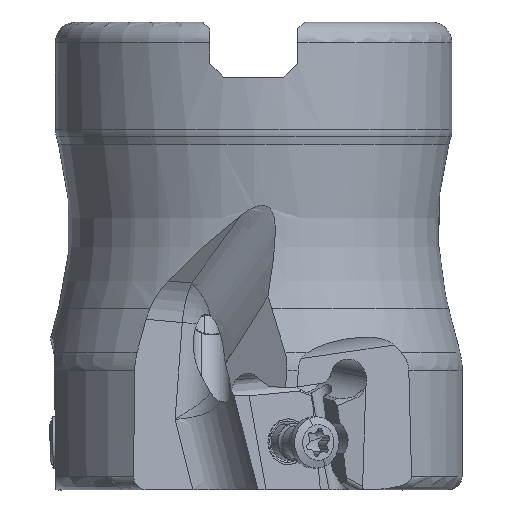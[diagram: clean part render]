
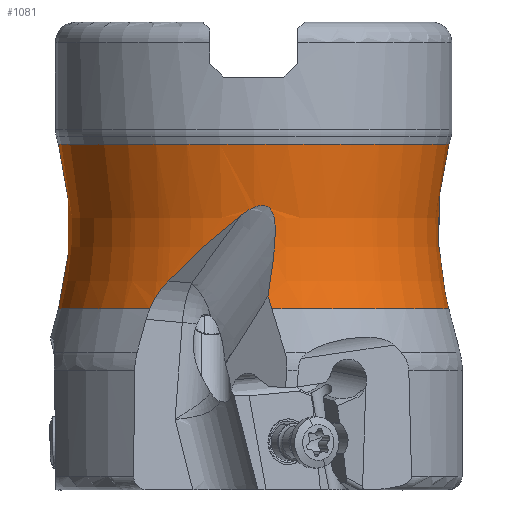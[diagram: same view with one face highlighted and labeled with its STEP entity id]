
A CAD part, front view. The second image highlights one B-rep face of the part: STEP entity #1081.
In plain terms, the highlighted toroidal (fillet/blend) face has major radius 36.158 mm and minor radius 22.87 mm.
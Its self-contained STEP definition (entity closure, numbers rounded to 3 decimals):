
#168=TOROIDAL_SURFACE('',#6686,36.158,22.87);
#1081=ADVANCED_FACE('',(#1587),#168,.F.);
#1587=FACE_OUTER_BOUND('',#1931,.T.);
#1931=EDGE_LOOP('',(#2777,#2778,#2779,#2780,#2781,#2782,#2783,#2784,#2785,
#2786));
#2338=B_SPLINE_CURVE_WITH_KNOTS('',3,(#10379,#10380,#10381,#10382,#10383,
#10384,#10385,#10386,#10387),.UNSPECIFIED.,.F.,.F.,(4,1,1,1,1,1,4),(0.,
0.167,0.333,0.5,0.667,0.833,1.),
 .UNSPECIFIED.);
#2342=B_SPLINE_CURVE_WITH_KNOTS('',3,(#10442,#10443,#10444,#10445),
 .UNSPECIFIED.,.F.,.F.,(4,4),(0.,1.),.UNSPECIFIED.);
#2343=B_SPLINE_CURVE_WITH_KNOTS('',3,(#10453,#10454,#10455,#10456),
 .UNSPECIFIED.,.F.,.F.,(4,4),(0.,1.),.UNSPECIFIED.);
#2344=B_SPLINE_CURVE_WITH_KNOTS('',3,(#10458,#10459,#10460,#10461,#10462,
#10463,#10464,#10465,#10466,#10467,#10468,#10469),.UNSPECIFIED.,.F.,.F.,
(4,2,2,2,2,4),(0.,0.125,0.25,0.375,0.5,1.),.UNSPECIFIED.);
#2345=B_SPLINE_CURVE_WITH_KNOTS('',3,(#10471,#10472,#10473,#10474),
 .UNSPECIFIED.,.F.,.F.,(4,4),(0.,1.),.UNSPECIFIED.);
#2777=ORIENTED_EDGE('',*,*,#5347,.F.);
#2778=ORIENTED_EDGE('',*,*,#5348,.F.);
#2779=ORIENTED_EDGE('',*,*,#5349,.T.);
#2780=ORIENTED_EDGE('',*,*,#5350,.F.);
#2781=ORIENTED_EDGE('',*,*,#5346,.F.);
#2782=ORIENTED_EDGE('',*,*,#5339,.T.);
#2783=ORIENTED_EDGE('',*,*,#5351,.F.);
#2784=ORIENTED_EDGE('',*,*,#5352,.T.);
#2785=ORIENTED_EDGE('',*,*,#5353,.T.);
#2786=ORIENTED_EDGE('',*,*,#5354,.F.);
#4669=VERTEX_POINT('',#10378);
#4670=VERTEX_POINT('',#10388);
#4672=VERTEX_POINT('',#10396);
#4675=VERTEX_POINT('',#10446);
#4676=VERTEX_POINT('',#10447);
#4677=VERTEX_POINT('',#10449);
#4678=VERTEX_POINT('',#10451);
#4679=VERTEX_POINT('',#10457);
#4680=VERTEX_POINT('',#10470);
#4681=VERTEX_POINT('',#10475);
#5339=EDGE_CURVE('',#4670,#4669,#2338,.T.);
#5346=EDGE_CURVE('',#4670,#4672,#6212,.T.);
#5347=EDGE_CURVE('',#4675,#4676,#2342,.T.);
#5348=EDGE_CURVE('',#4677,#4675,#6213,.T.);
#5349=EDGE_CURVE('',#4677,#4678,#6214,.T.);
#5350=EDGE_CURVE('',#4672,#4678,#6215,.T.);
#5351=EDGE_CURVE('',#4679,#4669,#2343,.T.);
#5352=EDGE_CURVE('',#4679,#4680,#2344,.T.);
#5353=EDGE_CURVE('',#4680,#4681,#2345,.T.);
#5354=EDGE_CURVE('',#4676,#4681,#6216,.T.);
#6212=CIRCLE('',#6680,14.067);
#6213=CIRCLE('',#6682,22.87);
#6214=CIRCLE('',#6683,14.067);
#6215=CIRCLE('',#6684,22.87);
#6216=CIRCLE('',#6685,14.067);
#6680=AXIS2_PLACEMENT_3D('',#10440,#7543,#7544);
#6682=AXIS2_PLACEMENT_3D('',#10448,#7547,#7548);
#6683=AXIS2_PLACEMENT_3D('',#10450,#7549,#7550);
#6684=AXIS2_PLACEMENT_3D('',#10452,#7551,#7552);
#6685=AXIS2_PLACEMENT_3D('',#10476,#7553,#7554);
#6686=AXIS2_PLACEMENT_3D('',#10477,#7555,#7556);
#7543=DIRECTION('',(0.,0.,-1.));
#7544=DIRECTION('',(-0.532,-0.846,0.));
#7547=DIRECTION('',(0.,-1.,0.));
#7548=DIRECTION('',(-0.966,0.,0.259));
#7549=DIRECTION('',(0.,0.,-1.));
#7550=DIRECTION('',(1.,0.,0.));
#7551=DIRECTION('',(0.,-1.,0.));
#7552=DIRECTION('',(0.966,0.,-0.259));
#7553=DIRECTION('',(0.,0.,-1.));
#7554=DIRECTION('',(0.999,-0.038,0.));
#7555=DIRECTION('',(0.,0.,-1.));
#7556=DIRECTION('',(-1.,0.,0.));
#10378=CARTESIAN_POINT('',(-6.173,-12.147,-18.658));
#10379=CARTESIAN_POINT('',(-7.49,-11.907,-20.662));
#10380=CARTESIAN_POINT('',(-7.437,-11.901,-20.539));
#10381=CARTESIAN_POINT('',(-7.325,-11.897,-20.295));
#10382=CARTESIAN_POINT('',(-7.136,-11.911,-19.939));
#10383=CARTESIAN_POINT('',(-6.928,-11.944,-19.597));
#10384=CARTESIAN_POINT('',(-6.7,-11.995,-19.269));
#10385=CARTESIAN_POINT('',(-6.451,-12.062,-18.955));
#10386=CARTESIAN_POINT('',(-6.268,-12.117,-18.755));
#10387=CARTESIAN_POINT('',(-6.173,-12.147,-18.658));
#10388=CARTESIAN_POINT('',(-7.49,-11.907,-20.662));
#10396=CARTESIAN_POINT('',(-14.067,0.,-20.662));
#10440=CARTESIAN_POINT('',(0.,0.,-20.662));
#10442=CARTESIAN_POINT('',(13.801,0.,-19.563));
#10443=CARTESIAN_POINT('',(13.876,-0.22,-19.908));
#10444=CARTESIAN_POINT('',(13.959,-0.4,-20.28));
#10445=CARTESIAN_POINT('',(14.057,-0.533,-20.662));
#10446=CARTESIAN_POINT('',(13.801,0.,-19.563));
#10447=CARTESIAN_POINT('',(14.057,-0.533,-20.662));
#10448=CARTESIAN_POINT('',(36.158,0.,-14.743));
#10449=CARTESIAN_POINT('',(14.067,0.,-8.824));
#10450=CARTESIAN_POINT('',(0.,0.,-8.824));
#10451=CARTESIAN_POINT('',(-14.067,0.,-8.824));
#10452=CARTESIAN_POINT('',(-36.158,0.,-14.743));
#10453=CARTESIAN_POINT('',(-0.872,-13.274,-13.899));
#10454=CARTESIAN_POINT('',(-2.805,-13.094,-15.347));
#10455=CARTESIAN_POINT('',(-4.521,-12.658,-16.975));
#10456=CARTESIAN_POINT('',(-6.173,-12.147,-18.658));
#10457=CARTESIAN_POINT('',(-0.872,-13.274,-13.899));
#10458=CARTESIAN_POINT('',(-0.872,-13.274,-13.899));
#10459=CARTESIAN_POINT('',(-0.579,-13.302,-13.68));
#10460=CARTESIAN_POINT('',(-0.274,-13.324,-13.476));
#10461=CARTESIAN_POINT('',(0.408,-13.338,-13.195));
#10462=CARTESIAN_POINT('',(0.832,-13.319,-13.14));
#10463=CARTESIAN_POINT('',(1.384,-13.244,-13.626));
#10464=CARTESIAN_POINT('',(1.469,-13.215,-14.017));
#10465=CARTESIAN_POINT('',(1.563,-13.192,-14.74));
#10466=CARTESIAN_POINT('',(1.563,-13.195,-15.102));
#10467=CARTESIAN_POINT('',(1.494,-13.261,-16.915));
#10468=CARTESIAN_POINT('',(1.256,-13.471,-18.342));
#10469=CARTESIAN_POINT('',(1.039,-13.801,-19.742));
#10470=CARTESIAN_POINT('',(1.039,-13.801,-19.742));
#10471=CARTESIAN_POINT('',(1.039,-13.801,-19.742));
#10472=CARTESIAN_POINT('',(1.118,-13.865,-20.052));
#10473=CARTESIAN_POINT('',(1.207,-13.934,-20.359));
#10474=CARTESIAN_POINT('',(1.303,-14.006,-20.662));
#10475=CARTESIAN_POINT('',(1.303,-14.006,-20.662));
#10476=CARTESIAN_POINT('',(0.,0.,-20.662));
#10477=CARTESIAN_POINT('',(0.,0.,-14.743));
